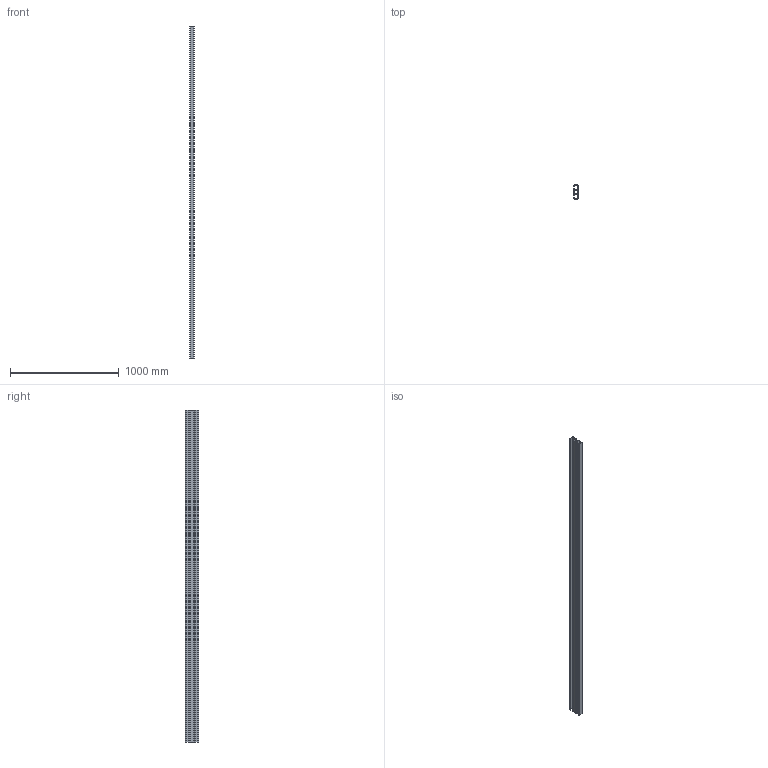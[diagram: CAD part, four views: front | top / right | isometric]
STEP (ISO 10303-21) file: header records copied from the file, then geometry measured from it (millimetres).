
FILE_DESCRIPTION((''),' ');
FILE_NAME('P1001B3.stp',' ',('Terry Dollhoff'),('Digital Brewery'),' ','ACIS 14.0',' ');
FILE_SCHEMA(('automotive_design'));
Length unit declared in the file: inch
Products named in the file (2): Part_9641
Bounding box: 41.27 x 123.83 x 3048 mm (x, y, z)
Volume: 3261392 mm3; surface area: 2106057.1 mm2
Topology: 1 solids, 1 shells, 92 faces, 270 edges, 180 vertices
Faces by surface type: cylinder 48, plane 44
Entity records: 7168 total; most frequent: DIRECTION 680, CARTESIAN_POINT 628, STYLED_ITEM 627, PRESENTATION_STYLE_ASSIGNMENT 627, COLOUR_RGB 627, ORIENTED_EDGE 540, CURVE_STYLE 354, DRAUGHTING_PRE_DEFINED_CURVE_FONT 354
